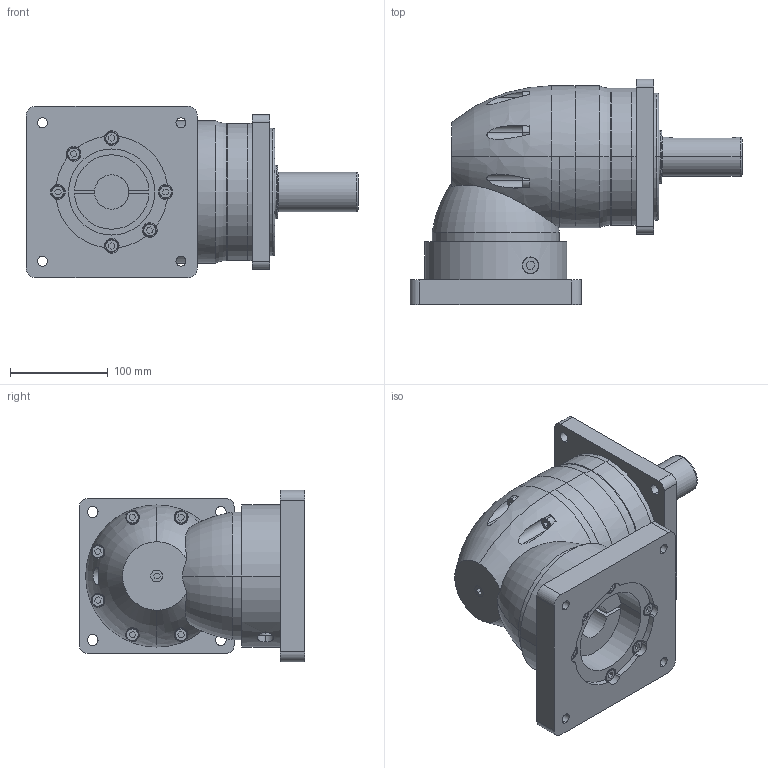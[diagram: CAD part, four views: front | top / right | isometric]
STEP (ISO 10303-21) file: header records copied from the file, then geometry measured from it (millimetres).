
FILE_DESCRIPTION (( 'STEP AP203' ), '1' );
FILE_NAME ('PZF160B-L1£¨35-79 114.3-3 4-13.5-200£©.STEP', '2022-06-11T00:58:26', ( '' ), ( '' ), 'SwSTEP 2.0', 'SolidWorks 2021', '' );
FILE_SCHEMA (( 'CONFIG_CONTROL_DESIGN' ));
Length unit declared in the file: millimetre
Products named in the file (1): PZF160B-L1（35-79 114.3-3 4-13.5-200）
Bounding box: 339 x 230 x 175 mm (x, y, z)
Volume: 4707556.1 mm3; surface area: 289753.4 mm2
Topology: 1 solids, 1 shells, 551 faces, 1304 edges, 841 vertices
Faces by surface type: plane 292, cylinder 190, torus 65, cone 4
Entity records: 16932 total; most frequent: CARTESIAN_POINT 3659, DIRECTION 2907, ORIENTED_EDGE 2604, EDGE_CURVE 1302, AXIS2_PLACEMENT_3D 1083, VERTEX_POINT 841, VECTOR 741, LINE 741
